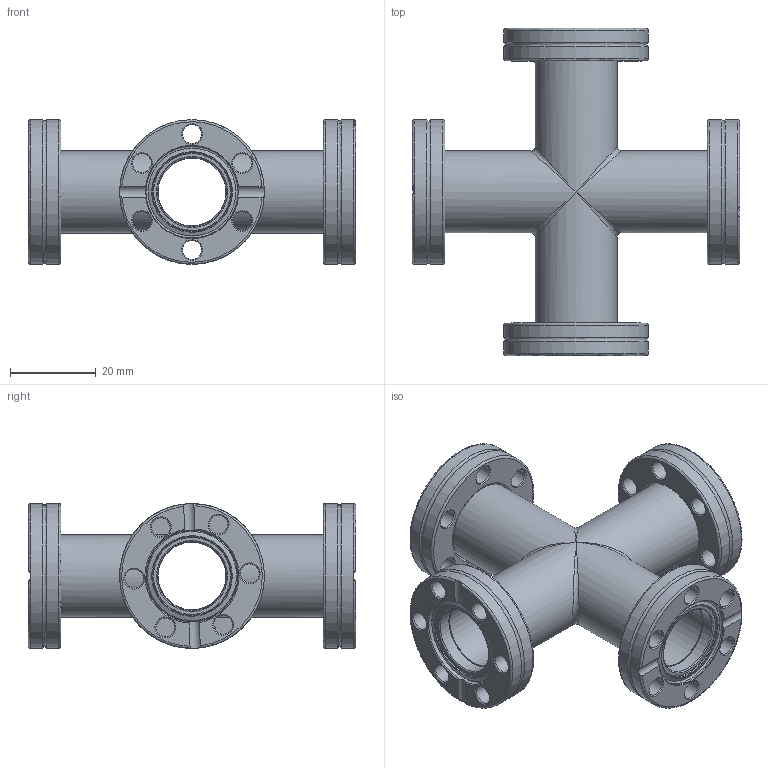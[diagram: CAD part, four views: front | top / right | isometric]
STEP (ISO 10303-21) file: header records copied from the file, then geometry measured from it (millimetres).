
FILE_DESCRIPTION (( 'STEP AP214' ), '1' );
FILE_NAME ('X41CF16R FULLVAC.STEP', '2019-09-24T13:09:54', ( '' ), ( '' ), 'SwSTEP 2.0', 'SolidWorks 2017', '' );
FILE_SCHEMA (( 'AUTOMOTIVE_DESIGN' ));
Length unit declared in the file: millimetre
Products named in the file (5): 4^X41CF16R; 2^X41CF16R; 1^X41CF16R; 3^X41CF16R; X41CF16R FULLVAC
Assembly tree (7 placements, depth 2):
  X41CF16R FULLVAC
    1^X41CF16R  x2
    2^X41CF16R  x2
    3^X41CF16R  x2
    4^X41CF16R
Bounding box: 76.19 x 76.21 x 33.7 mm (x, y, z)
Volume: 25853 mm3; surface area: 25970.6 mm2
Topology: 7 solids, 7 shells, 220 faces, 590 edges, 370 vertices
Faces by surface type: bspline 66, cylinder 64, cone 62, plane 28
Full cylindrical faces by diameter (mm): 4.37 x24, 15.8 x4, 16 x4, 19.1 x4, 19.3 x4, 19.41 x2, 21.29 x2, 21.41 x2, 21.46 x2, 33.7 x8
Entity records: 12079 total; most frequent: CARTESIAN_POINT 8487, DIRECTION 384, ORIENTED_EDGE 332, EDGE_LOOP 240, AXIS2_PLACEMENT_3D 188, FACE_OUTER_BOUND 173, EDGE_CURVE 166, VERTEX_POINT 138
